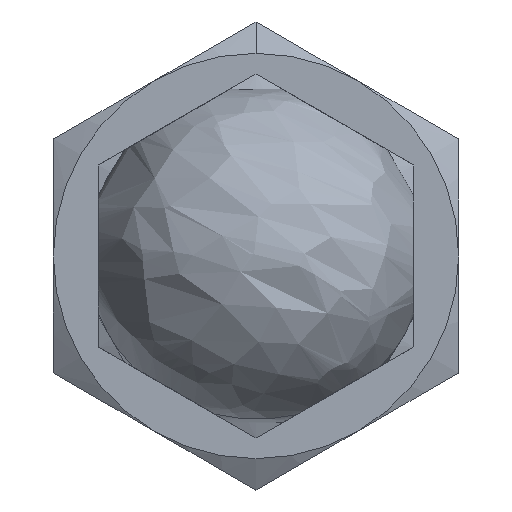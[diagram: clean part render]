
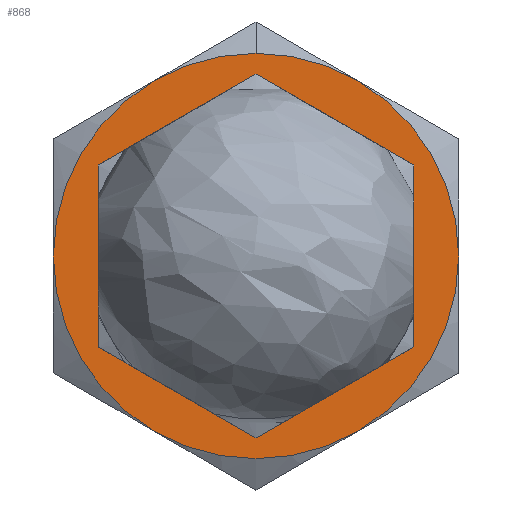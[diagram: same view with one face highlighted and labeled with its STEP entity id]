
A CAD part, front view. The second image highlights one B-rep face of the part: STEP entity #868.
In plain terms, the highlighted planar face has unit normal (0, -1, 0).
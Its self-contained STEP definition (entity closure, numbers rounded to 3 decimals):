
#57 = CARTESIAN_POINT ( 'NONE',  ( 0., 30.386, 0. ) ) ;
#75 = CARTESIAN_POINT ( 'NONE',  ( 0., 30.386, 0. ) ) ;
#126 = ORIENTED_EDGE ( 'NONE', *, *, #2453, .F. ) ;
#137 = CARTESIAN_POINT ( 'NONE',  ( -4.5, 30.386, -7.794 ) ) ;
#249 = DIRECTION ( 'NONE',  ( 0., 0., 1. ) ) ;
#251 = EDGE_LOOP ( 'NONE', ( #126, #768, #1802, #2361, #696, #2515, #1963 ) ) ;
#254 = DIRECTION ( 'NONE',  ( 0., 1., 0. ) ) ;
#257 = CARTESIAN_POINT ( 'NONE',  ( 0., 30.386, 0. ) ) ;
#278 = EDGE_CURVE ( 'NONE', #2470, #2616, #343, .T. ) ;
#318 = EDGE_LOOP ( 'NONE', ( #2952, #2867 ) ) ;
#330 = CIRCLE ( 'NONE', #971, 9. ) ;
#343 = CIRCLE ( 'NONE', #1806, 6. ) ;
#370 = AXIS2_PLACEMENT_3D ( 'NONE', #2964, #2209, #2973 ) ;
#375 = DIRECTION ( 'NONE',  ( 1., 0., 0. ) ) ;
#382 = DIRECTION ( 'NONE',  ( 0., -1., 0. ) ) ;
#461 = DIRECTION ( 'NONE',  ( 0., 0., 1. ) ) ;
#476 = CIRCLE ( 'NONE', #734, 9. ) ;
#499 = CARTESIAN_POINT ( 'NONE',  ( 0., 30.386, 0. ) ) ;
#533 = AXIS2_PLACEMENT_3D ( 'NONE', #1414, #382, #375 ) ;
#575 = VERTEX_POINT ( 'NONE', #2953 ) ;
#658 = AXIS2_PLACEMENT_3D ( 'NONE', #57, #3078, #2120 ) ;
#696 = ORIENTED_EDGE ( 'NONE', *, *, #1460, .F. ) ;
#701 = CARTESIAN_POINT ( 'NONE',  ( 0., 30.386, 10.392 ) ) ;
#734 = AXIS2_PLACEMENT_3D ( 'NONE', #499, #2504, #461 ) ;
#768 = ORIENTED_EDGE ( 'NONE', *, *, #2597, .F. ) ;
#841 = AXIS2_PLACEMENT_3D ( 'NONE', #2030, #2017, #2006 ) ;
#868 = ADVANCED_FACE ( 'NONE', ( #3280, #2636 ), #2015, .F. ) ;
#941 = CIRCLE ( 'NONE', #1874, 9. ) ;
#971 = AXIS2_PLACEMENT_3D ( 'NONE', #257, #254, #249 ) ;
#1113 = CARTESIAN_POINT ( 'NONE',  ( 9., 30.386, 0. ) ) ;
#1142 = CARTESIAN_POINT ( 'NONE',  ( -4.5, 30.386, 7.794 ) ) ;
#1184 = DIRECTION ( 'NONE',  ( 0., 0., 1. ) ) ;
#1211 = DIRECTION ( 'NONE',  ( 1., 0., 0. ) ) ;
#1222 = DIRECTION ( 'NONE',  ( 0., -1., 0. ) ) ;
#1226 = CARTESIAN_POINT ( 'NONE',  ( 0., 30.386, 0. ) ) ;
#1232 = CARTESIAN_POINT ( 'NONE',  ( 0., 30.386, 0. ) ) ;
#1283 = VERTEX_POINT ( 'NONE', #1142 ) ;
#1301 = VERTEX_POINT ( 'NONE', #1113 ) ;
#1324 = DIRECTION ( 'NONE',  ( 0., 1., 0. ) ) ;
#1414 = CARTESIAN_POINT ( 'NONE',  ( 0., 30.386, 0. ) ) ;
#1460 = EDGE_CURVE ( 'NONE', #2158, #1939, #3122, .T. ) ;
#1574 = EDGE_CURVE ( 'NONE', #2598, #1283, #3377, .T. ) ;
#1736 = EDGE_CURVE ( 'NONE', #1939, #1301, #330, .T. ) ;
#1802 = ORIENTED_EDGE ( 'NONE', *, *, #2469, .F. ) ;
#1806 = AXIS2_PLACEMENT_3D ( 'NONE', #1226, #1222, #1211 ) ;
#1874 = AXIS2_PLACEMENT_3D ( 'NONE', #75, #1925, #3109 ) ;
#1925 = DIRECTION ( 'NONE',  ( 0., 1., 0. ) ) ;
#1939 = VERTEX_POINT ( 'NONE', #2699 ) ;
#1963 = ORIENTED_EDGE ( 'NONE', *, *, #1574, .F. ) ;
#2006 = DIRECTION ( 'NONE',  ( -1., 0., 0. ) ) ;
#2015 = PLANE ( 'NONE',  #2458 ) ;
#2017 = DIRECTION ( 'NONE',  ( 0., 1., 0. ) ) ;
#2030 = CARTESIAN_POINT ( 'NONE',  ( 0., 30.386, 0. ) ) ;
#2120 = DIRECTION ( 'NONE',  ( -1., 0., 0. ) ) ;
#2158 = VERTEX_POINT ( 'NONE', #2548 ) ;
#2209 = DIRECTION ( 'NONE',  ( 0., 1., 0. ) ) ;
#2243 = DIRECTION ( 'NONE',  ( 0., 0., 1. ) ) ;
#2361 = ORIENTED_EDGE ( 'NONE', *, *, #1736, .F. ) ;
#2453 = EDGE_CURVE ( 'NONE', #2736, #2598, #2775, .T. ) ;
#2458 = AXIS2_PLACEMENT_3D ( 'NONE', #701, #2739, #2243 ) ;
#2469 = EDGE_CURVE ( 'NONE', #1301, #575, #941, .T. ) ;
#2470 = VERTEX_POINT ( 'NONE', #3272 ) ;
#2504 = DIRECTION ( 'NONE',  ( 0., 1., 0. ) ) ;
#2515 = ORIENTED_EDGE ( 'NONE', *, *, #3407, .F. ) ;
#2548 = CARTESIAN_POINT ( 'NONE',  ( 0., 30.386, 9. ) ) ;
#2597 = EDGE_CURVE ( 'NONE', #575, #2736, #3285, .T. ) ;
#2598 = VERTEX_POINT ( 'NONE', #2947 ) ;
#2616 = VERTEX_POINT ( 'NONE', #2875 ) ;
#2636 = FACE_OUTER_BOUND ( 'NONE', #251, .T. ) ;
#2699 = CARTESIAN_POINT ( 'NONE',  ( 4.5, 30.386, 7.794 ) ) ;
#2736 = VERTEX_POINT ( 'NONE', #137 ) ;
#2739 = DIRECTION ( 'NONE',  ( 0., 1., 0. ) ) ;
#2747 = CIRCLE ( 'NONE', #533, 6. ) ;
#2775 = CIRCLE ( 'NONE', #658, 9. ) ;
#2867 = ORIENTED_EDGE ( 'NONE', *, *, #3429, .F. ) ;
#2875 = CARTESIAN_POINT ( 'NONE',  ( -6., 30.386, 0. ) ) ;
#2947 = CARTESIAN_POINT ( 'NONE',  ( -9., 30.386, 0. ) ) ;
#2952 = ORIENTED_EDGE ( 'NONE', *, *, #278, .F. ) ;
#2953 = CARTESIAN_POINT ( 'NONE',  ( 4.5, 30.386, -7.794 ) ) ;
#2964 = CARTESIAN_POINT ( 'NONE',  ( 0., 30.386, 0. ) ) ;
#2973 = DIRECTION ( 'NONE',  ( 0., 0., 1. ) ) ;
#3078 = DIRECTION ( 'NONE',  ( 0., 1., 0. ) ) ;
#3109 = DIRECTION ( 'NONE',  ( -1., 0., 0. ) ) ;
#3122 = CIRCLE ( 'NONE', #3259, 9. ) ;
#3259 = AXIS2_PLACEMENT_3D ( 'NONE', #1232, #1324, #1184 ) ;
#3272 = CARTESIAN_POINT ( 'NONE',  ( 6., 30.386, 0. ) ) ;
#3280 = FACE_BOUND ( 'NONE', #318, .T. ) ;
#3285 = CIRCLE ( 'NONE', #370, 9. ) ;
#3377 = CIRCLE ( 'NONE', #841, 9. ) ;
#3407 = EDGE_CURVE ( 'NONE', #1283, #2158, #476, .T. ) ;
#3429 = EDGE_CURVE ( 'NONE', #2616, #2470, #2747, .T. ) ;
